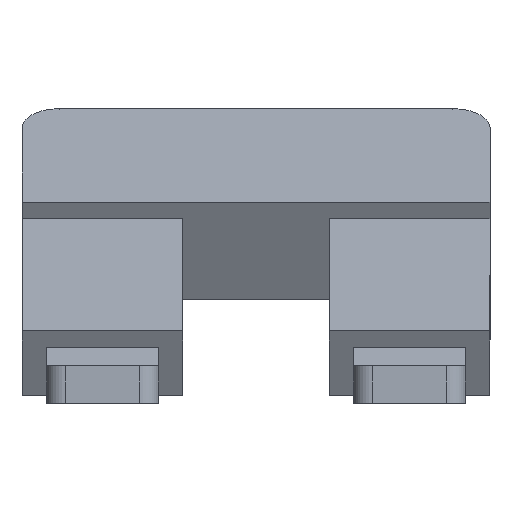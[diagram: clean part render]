
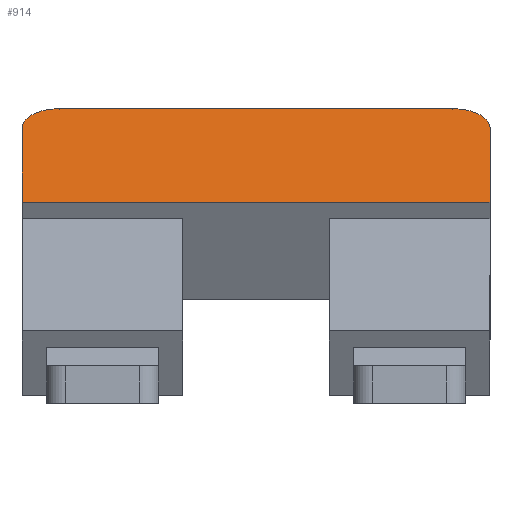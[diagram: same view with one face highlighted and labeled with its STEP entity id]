
A CAD part, left-side view. The second image highlights one B-rep face of the part: STEP entity #914.
In plain terms, the highlighted planar face has unit normal (-0.5, 0, 0.866).
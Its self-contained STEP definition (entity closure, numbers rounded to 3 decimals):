
#29=CIRCLE('',#956,1.);
#30=CIRCLE('',#957,1.);
#45=ORIENTED_EDGE('',*,*,#237,.F.);
#46=ORIENTED_EDGE('',*,*,#238,.F.);
#47=ORIENTED_EDGE('',*,*,#239,.F.);
#48=ORIENTED_EDGE('',*,*,#240,.F.);
#49=ORIENTED_EDGE('',*,*,#241,.F.);
#50=ORIENTED_EDGE('',*,*,#242,.F.);
#237=EDGE_CURVE('',#333,#334,#397,.T.);
#238=EDGE_CURVE('',#335,#333,#398,.T.);
#239=EDGE_CURVE('',#336,#335,#29,.T.);
#240=EDGE_CURVE('',#337,#336,#399,.T.);
#241=EDGE_CURVE('',#338,#337,#30,.T.);
#242=EDGE_CURVE('',#334,#338,#400,.T.);
#333=VERTEX_POINT('',#1196);
#334=VERTEX_POINT('',#1197);
#335=VERTEX_POINT('',#1199);
#336=VERTEX_POINT('',#1201);
#337=VERTEX_POINT('',#1203);
#338=VERTEX_POINT('',#1205);
#397=LINE('',#1195,#477);
#398=LINE('',#1198,#478);
#399=LINE('',#1202,#479);
#400=LINE('',#1206,#480);
#477=VECTOR('',#1011,1000.);
#478=VECTOR('',#1012,1000.);
#479=VECTOR('',#1015,1000.);
#480=VECTOR('',#1018,1000.);
#557=EDGE_LOOP('',(#45,#46,#47,#48,#49,#50));
#595=FACE_BOUND('',#557,.T.);
#633=PLANE('',#955);
#914=ADVANCED_FACE('',(#595),#633,.F.);
#955=AXIS2_PLACEMENT_3D('',#1194,#1009,#1010);
#956=AXIS2_PLACEMENT_3D('',#1200,#1013,#1014);
#957=AXIS2_PLACEMENT_3D('',#1204,#1016,#1017);
#1009=DIRECTION('',(0.5,0.,-0.866));
#1010=DIRECTION('',(-0.866,0.,-0.5));
#1011=DIRECTION('',(0.,1.,0.));
#1012=DIRECTION('',(-0.866,0.,-0.5));
#1013=DIRECTION('',(0.5,0.,-0.866));
#1014=DIRECTION('',(-0.866,0.,-0.5));
#1015=DIRECTION('',(0.,-1.,0.));
#1016=DIRECTION('',(0.5,0.,-0.866));
#1017=DIRECTION('',(-0.866,0.,-0.5));
#1018=DIRECTION('',(0.866,0.,0.5));
#1194=CARTESIAN_POINT('',(11.355,11.85,4.492));
#1195=CARTESIAN_POINT('',(11.355,11.85,4.492));
#1196=CARTESIAN_POINT('',(11.355,-0.65,4.492));
#1197=CARTESIAN_POINT('',(11.355,11.85,4.492));
#1198=CARTESIAN_POINT('',(11.355,-0.65,4.492));
#1199=CARTESIAN_POINT('',(14.82,-0.65,6.492));
#1200=CARTESIAN_POINT('',(14.82,0.35,6.492));
#1201=CARTESIAN_POINT('',(15.686,0.35,6.992));
#1202=CARTESIAN_POINT('',(15.686,10.85,6.992));
#1203=CARTESIAN_POINT('',(15.686,10.85,6.992));
#1204=CARTESIAN_POINT('',(14.82,10.85,6.492));
#1205=CARTESIAN_POINT('',(14.82,11.85,6.492));
#1206=CARTESIAN_POINT('',(11.355,11.85,4.492));
